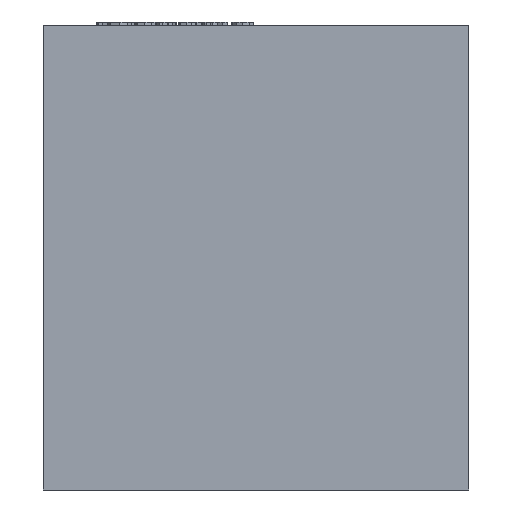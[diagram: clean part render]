
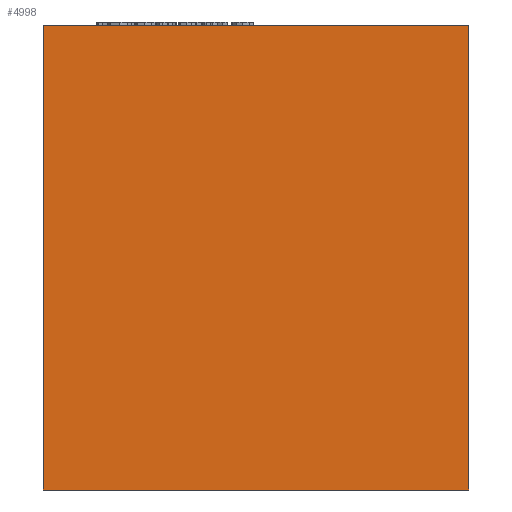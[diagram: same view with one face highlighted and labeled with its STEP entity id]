
A CAD part, front view. The second image highlights one B-rep face of the part: STEP entity #4998.
In plain terms, the highlighted planar face has unit normal (0, -1, 0).
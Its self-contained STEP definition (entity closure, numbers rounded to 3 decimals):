
#304=FACE_OUTER_BOUND('',#572,.T.);
#572=EDGE_LOOP('',(#4467,#4468,#4469,#4470));
#1256=LINE('',#7884,#1946);
#1259=LINE('',#7890,#1949);
#1260=LINE('',#7892,#1950);
#1261=LINE('',#7893,#1951);
#1946=VECTOR('',#6475,304.8);
#1949=VECTOR('',#6480,304.8);
#1950=VECTOR('',#6481,304.8);
#1951=VECTOR('',#6482,304.8);
#2409=VERTEX_POINT('',#7880);
#2411=VERTEX_POINT('',#7883);
#2413=VERTEX_POINT('',#7889);
#2414=VERTEX_POINT('',#7891);
#3096=EDGE_CURVE('',#2411,#2409,#1256,.T.);
#3099=EDGE_CURVE('',#2413,#2409,#1259,.T.);
#3100=EDGE_CURVE('',#2414,#2413,#1260,.T.);
#3101=EDGE_CURVE('',#2411,#2414,#1261,.T.);
#4467=ORIENTED_EDGE('',*,*,#3099,.F.);
#4468=ORIENTED_EDGE('',*,*,#3100,.F.);
#4469=ORIENTED_EDGE('',*,*,#3101,.F.);
#4470=ORIENTED_EDGE('',*,*,#3096,.T.);
#4740=PLANE('',#5283);
#4998=ADVANCED_FACE('',(#304),#4740,.T.);
#5283=AXIS2_PLACEMENT_3D('',#7888,#6478,#6479);
#6475=DIRECTION('',(0.,0.,1.));
#6478=DIRECTION('center_axis',(0.,-1.,0.));
#6479=DIRECTION('ref_axis',(0.,0.,-1.));
#6480=DIRECTION('',(1.,0.,0.));
#6481=DIRECTION('',(0.,0.,1.));
#6482=DIRECTION('',(-1.,0.,0.));
#7880=CARTESIAN_POINT('',(59.5,-79.,130.));
#7883=CARTESIAN_POINT('',(59.5,-79.,0.));
#7884=CARTESIAN_POINT('',(59.5,-79.,0.));
#7888=CARTESIAN_POINT('Origin',(-59.5,-79.,130.));
#7889=CARTESIAN_POINT('',(-59.5,-79.,130.));
#7890=CARTESIAN_POINT('',(-59.5,-79.,130.));
#7891=CARTESIAN_POINT('',(-59.5,-79.,0.));
#7892=CARTESIAN_POINT('',(-59.5,-79.,0.));
#7893=CARTESIAN_POINT('',(59.5,-79.,0.));
